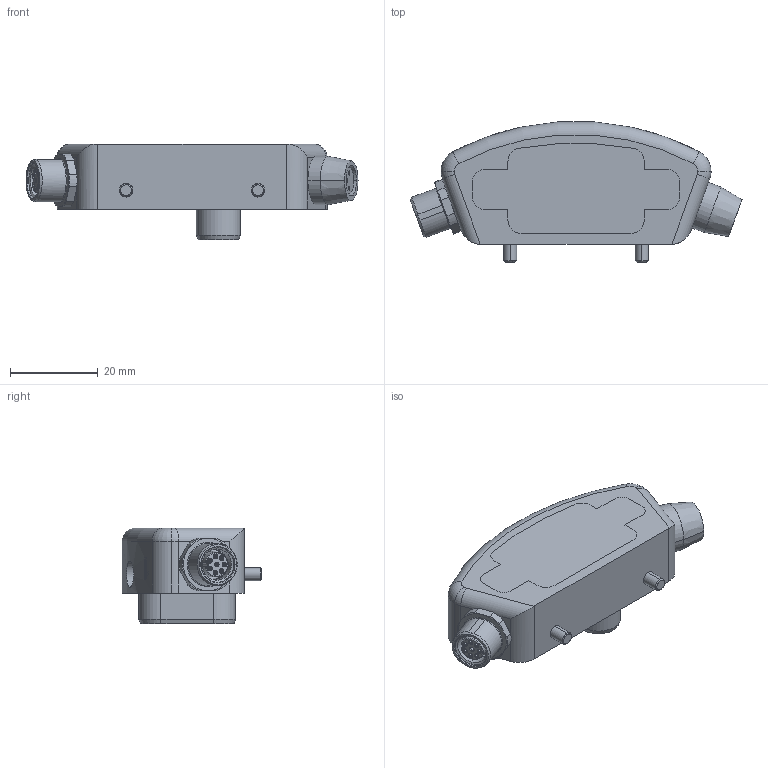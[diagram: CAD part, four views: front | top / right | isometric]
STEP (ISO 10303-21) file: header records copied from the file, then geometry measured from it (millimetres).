
FILE_DESCRIPTION (( 'STEP AP214' ), '1' );
FILE_NAME ('P1205.STEP', '2025-08-27T13:15:00', ( '' ), ( '' ), 'SwSTEP 2.0', 'SolidWorks 2024', '' );
FILE_SCHEMA (( 'AUTOMOTIVE_DESIGN' ));
Length unit declared in the file: millimetre
Products named in the file (1): P1205
Bounding box: 75.57 x 31.86 x 21.8 mm (x, y, z)
Volume: 24274.4 mm3; surface area: 15009.6 mm2
Topology: 17 solids, 17 shells, 696 faces, 1680 edges, 1047 vertices
Faces by surface type: cylinder 281, plane 228, cone 118, bspline 42, torus 27
Entity records: 22705 total; most frequent: CARTESIAN_POINT 6657, ORIENTED_EDGE 3304, DIRECTION 3274, EDGE_CURVE 1652, AXIS2_PLACEMENT_3D 1317, VERTEX_POINT 1047, EDGE_LOOP 789, FACE_OUTER_BOUND 696
